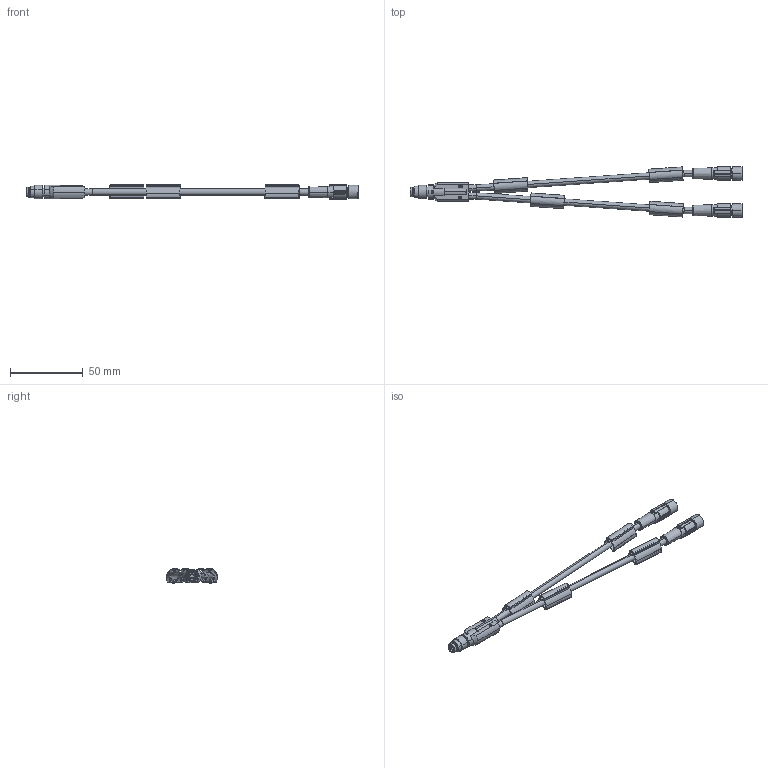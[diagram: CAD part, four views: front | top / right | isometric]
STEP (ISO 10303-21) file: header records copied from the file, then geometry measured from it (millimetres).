
FILE_DESCRIPTION(('SolidDesigner STEP Export'),'2;1');
FILE_NAME('1458677.stp','2011-11-28T14:28:14',(''),(''),'CoCreate Modeling STEP processor for AP214 (Solid Model)','CoCreate Modeling 16.00A 16-Aug-2008 (C) Parametric Technology GmbH','');
FILE_SCHEMA(('AUTOMOTIVE_DESIGN { 1 0 10303 214 1 1 1 1 }'));
Length unit declared in the file: millimetre
Products named in the file (2): 1458677
Assembly tree (1 placements, depth 2):
  1458677
    1458677
Bounding box: 228.39 x 35.2 x 10.16 mm (x, y, z)
Volume: 13624.6 mm3; surface area: 14678.5 mm2
Topology: 1 solids, 1 shells, 1603 faces, 4392 edges, 2905 vertices
Faces by surface type: plane 1095, cylinder 266, extrusion 162, cone 38, torus 30, bspline 12
Entity records: 70438 total; most frequent: CARTESIAN_POINT 18637, ORIENTED_EDGE 8784, DIRECTION 6832, EDGE_CURVE 4392, VECTOR 3412, LINE 3260, VERTEX_POINT 2905, EDGE_LOOP 1741
